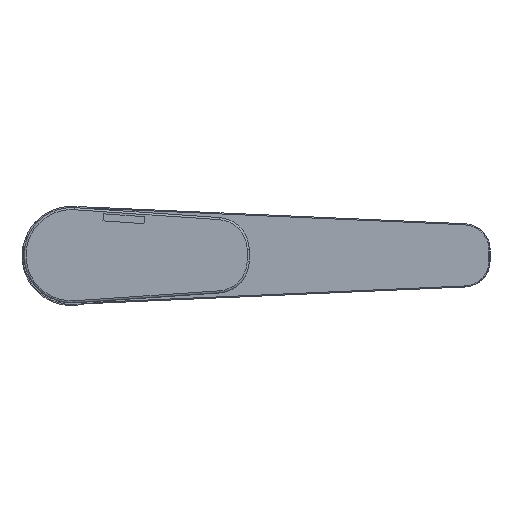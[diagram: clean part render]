
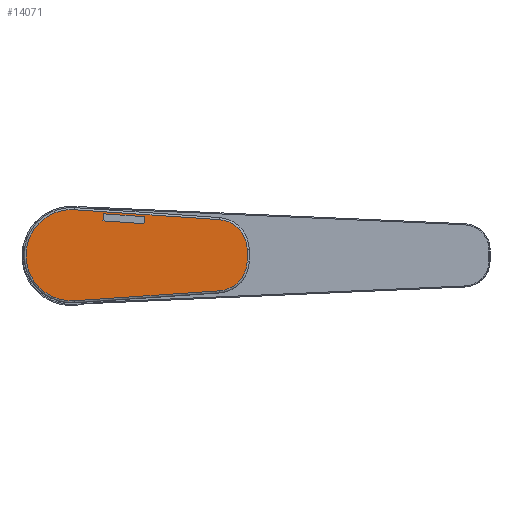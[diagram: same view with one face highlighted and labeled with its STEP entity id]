
A CAD part, top view. The second image highlights one B-rep face of the part: STEP entity #14071.
In plain terms, the highlighted planar face has unit normal (0, 0, 1).
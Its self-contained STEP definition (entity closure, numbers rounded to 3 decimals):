
#169 = DIRECTION ( 'NONE',  ( 0., 1., 0. ) ) ;
#352 = CARTESIAN_POINT ( 'NONE',  ( 14.984, 16.328, 248.55 ) ) ;
#443 = ORIENTED_EDGE ( 'NONE', *, *, #1106, .T. ) ;
#602 = CARTESIAN_POINT ( 'NONE',  ( 70.209, -16.902, 248.55 ) ) ;
#664 = CARTESIAN_POINT ( 'NONE',  ( 1.549, 21.574, 248.55 ) ) ;
#815 = LINE ( 'NONE', #9710, #11791 ) ;
#879 = ORIENTED_EDGE ( 'NONE', *, *, #14017, .T. ) ;
#997 = ORIENTED_EDGE ( 'NONE', *, *, #6360, .T. ) ;
#1106 = EDGE_CURVE ( 'NONE', #8425, #11971, #9587, .T. ) ;
#1199 = PLANE ( 'NONE',  #1903 ) ;
#1317 = FACE_BOUND ( 'NONE', #12359, .T. ) ;
#1653 = VECTOR ( 'NONE', #7990, 1000. ) ;
#1713 = ORIENTED_EDGE ( 'NONE', *, *, #5655, .T. ) ;
#1784 = LINE ( 'NONE', #11040, #12803 ) ;
#1903 = AXIS2_PLACEMENT_3D ( 'NONE', #6673, #10024, #3554 ) ;
#1941 = VECTOR ( 'NONE', #11599, 1000. ) ;
#2147 = VERTEX_POINT ( 'NONE', #5743 ) ;
#2195 = CARTESIAN_POINT ( 'NONE',  ( 83.439, -2.736, 248.55 ) ) ;
#2460 = DIRECTION ( 'NONE',  ( 0., 1., 0. ) ) ;
#2471 = VERTEX_POINT ( 'NONE', #2195 ) ;
#2763 = LINE ( 'NONE', #5271, #11579 ) ;
#2775 = LINE ( 'NONE', #602, #5146 ) ;
#3139 = VERTEX_POINT ( 'NONE', #6191 ) ;
#3433 = CARTESIAN_POINT ( 'NONE',  ( 13.801, -0.945, 248.55 ) ) ;
#3554 = DIRECTION ( 'NONE',  ( 0., 1., 0. ) ) ;
#3830 = CARTESIAN_POINT ( 'NONE',  ( 1.549, -21.574, 248.55 ) ) ;
#3939 = CARTESIAN_POINT ( 'NONE',  ( 1.549, 0., 248.55 ) ) ;
#4088 = EDGE_CURVE ( 'NONE', #2471, #4135, #1784, .T. ) ;
#4115 = EDGE_CURVE ( 'NONE', #2147, #2471, #13171, .T. ) ;
#4131 = DIRECTION ( 'NONE',  ( -0.068, -0.998, 0. ) ) ;
#4135 = VERTEX_POINT ( 'NONE', #4507 ) ;
#4386 = EDGE_CURVE ( 'NONE', #9848, #9523, #11255, .T. ) ;
#4406 = ORIENTED_EDGE ( 'NONE', *, *, #4115, .T. ) ;
#4419 = DIRECTION ( 'NONE',  ( 0., -1., 0. ) ) ;
#4453 = DIRECTION ( 'NONE',  ( 0., 1., 0. ) ) ;
#4464 = ORIENTED_EDGE ( 'NONE', *, *, #11717, .T. ) ;
#4507 = CARTESIAN_POINT ( 'NONE',  ( 83.439, 2.736, 248.55 ) ) ;
#4656 = EDGE_CURVE ( 'NONE', #7791, #9848, #13350, .T. ) ;
#5146 = VECTOR ( 'NONE', #11469, 1000. ) ;
#5271 = CARTESIAN_POINT ( 'NONE',  ( 1.48, 21.611, 248.55 ) ) ;
#5466 = EDGE_CURVE ( 'NONE', #11971, #11358, #12789, .T. ) ;
#5533 = FACE_OUTER_BOUND ( 'NONE', #7284, .T. ) ;
#5655 = EDGE_CURVE ( 'NONE', #11358, #2147, #2775, .T. ) ;
#5738 = DIRECTION ( 'NONE',  ( 0., 0., 1. ) ) ;
#5743 = CARTESIAN_POINT ( 'NONE',  ( 70.209, -16.902, 248.55 ) ) ;
#5785 = ORIENTED_EDGE ( 'NONE', *, *, #5466, .T. ) ;
#5985 = AXIS2_PLACEMENT_3D ( 'NONE', #8835, #9938, #169 ) ;
#6191 = CARTESIAN_POINT ( 'NONE',  ( 15.213, 19.668, 248.55 ) ) ;
#6336 = VECTOR ( 'NONE', #9414, 1000. ) ;
#6360 = EDGE_CURVE ( 'NONE', #6744, #13824, #2763, .T. ) ;
#6669 = AXIS2_PLACEMENT_3D ( 'NONE', #13684, #8234, #8186 ) ;
#6673 = CARTESIAN_POINT ( 'NONE',  ( 0., 0., 248.55 ) ) ;
#6744 = VERTEX_POINT ( 'NONE', #8514 ) ;
#7284 = EDGE_LOOP ( 'NONE', ( #12714, #997, #879, #443, #5785, #1713, #4406, #9969 ) ) ;
#7791 = VERTEX_POINT ( 'NONE', #11192 ) ;
#7990 = DIRECTION ( 'NONE',  ( 0.998, -0.068, 0. ) ) ;
#8186 = DIRECTION ( 'NONE',  ( 0., 1., 0. ) ) ;
#8234 = DIRECTION ( 'NONE',  ( 0., 0., 1. ) ) ;
#8266 = EDGE_CURVE ( 'NONE', #4135, #6744, #12777, .T. ) ;
#8319 = CARTESIAN_POINT ( 'NONE',  ( 1.183, 17.273, 248.55 ) ) ;
#8425 = VERTEX_POINT ( 'NONE', #664 ) ;
#8514 = CARTESIAN_POINT ( 'NONE',  ( 70.209, 16.902, 248.55 ) ) ;
#8835 = CARTESIAN_POINT ( 'NONE',  ( 69.239, -2.736, 248.55 ) ) ;
#8858 = CARTESIAN_POINT ( 'NONE',  ( 69.239, 2.736, 248.55 ) ) ;
#9411 = CARTESIAN_POINT ( 'NONE',  ( 1.549, -21.606, 248.55 ) ) ;
#9414 = DIRECTION ( 'NONE',  ( 0., -1., 0. ) ) ;
#9523 = VERTEX_POINT ( 'NONE', #352 ) ;
#9587 = CIRCLE ( 'NONE', #6669, 21.629 ) ;
#9650 = CARTESIAN_POINT ( 'NONE',  ( 33.255, -2.278, 248.55 ) ) ;
#9710 = CARTESIAN_POINT ( 'NONE',  ( 1.549, 0., 248.55 ) ) ;
#9848 = VERTEX_POINT ( 'NONE', #11783 ) ;
#9938 = DIRECTION ( 'NONE',  ( 0., 0., 1. ) ) ;
#9969 = ORIENTED_EDGE ( 'NONE', *, *, #4088, .T. ) ;
#9986 = DIRECTION ( 'NONE',  ( -0.998, 0.068, 0. ) ) ;
#9990 = DIRECTION ( 'NONE',  ( 0.068, 0.998, 0. ) ) ;
#10024 = DIRECTION ( 'NONE',  ( 0., 0., 1. ) ) ;
#10224 = ORIENTED_EDGE ( 'NONE', *, *, #13331, .T. ) ;
#10908 = ORIENTED_EDGE ( 'NONE', *, *, #4656, .T. ) ;
#10975 = VECTOR ( 'NONE', #9990, 1000. ) ;
#11040 = CARTESIAN_POINT ( 'NONE',  ( 83.439, 2.736, 248.55 ) ) ;
#11192 = CARTESIAN_POINT ( 'NONE',  ( 34.667, 18.335, 248.55 ) ) ;
#11255 = LINE ( 'NONE', #8319, #1941 ) ;
#11358 = VERTEX_POINT ( 'NONE', #9411 ) ;
#11469 = DIRECTION ( 'NONE',  ( 0.998, 0.068, 0. ) ) ;
#11579 = VECTOR ( 'NONE', #9986, 1000. ) ;
#11592 = VECTOR ( 'NONE', #4131, 1000. ) ;
#11599 = DIRECTION ( 'NONE',  ( -0.998, 0.068, 0. ) ) ;
#11717 = EDGE_CURVE ( 'NONE', #9523, #3139, #12859, .T. ) ;
#11783 = CARTESIAN_POINT ( 'NONE',  ( 34.439, 14.995, 248.55 ) ) ;
#11791 = VECTOR ( 'NONE', #4419, 1000. ) ;
#11971 = VERTEX_POINT ( 'NONE', #3830 ) ;
#12045 = CARTESIAN_POINT ( 'NONE',  ( 1.549, 21.606, 248.55 ) ) ;
#12359 = EDGE_LOOP ( 'NONE', ( #10224, #10908, #13901, #4464 ) ) ;
#12376 = CARTESIAN_POINT ( 'NONE',  ( 1.412, 20.613, 248.55 ) ) ;
#12497 = LINE ( 'NONE', #12376, #1653 ) ;
#12714 = ORIENTED_EDGE ( 'NONE', *, *, #8266, .T. ) ;
#12777 = CIRCLE ( 'NONE', #13936, 14.2 ) ;
#12789 = LINE ( 'NONE', #3939, #6336 ) ;
#12803 = VECTOR ( 'NONE', #4453, 1000. ) ;
#12859 = LINE ( 'NONE', #3433, #10975 ) ;
#13171 = CIRCLE ( 'NONE', #5985, 14.2 ) ;
#13331 = EDGE_CURVE ( 'NONE', #3139, #7791, #12497, .T. ) ;
#13350 = LINE ( 'NONE', #9650, #11592 ) ;
#13684 = CARTESIAN_POINT ( 'NONE',  ( 0., 0., 248.55 ) ) ;
#13824 = VERTEX_POINT ( 'NONE', #12045 ) ;
#13901 = ORIENTED_EDGE ( 'NONE', *, *, #4386, .T. ) ;
#13936 = AXIS2_PLACEMENT_3D ( 'NONE', #8858, #5738, #2460 ) ;
#14017 = EDGE_CURVE ( 'NONE', #13824, #8425, #815, .T. ) ;
#14071 = ADVANCED_FACE ( 'NONE', ( #5533, #1317 ), #1199, .T. ) ;
